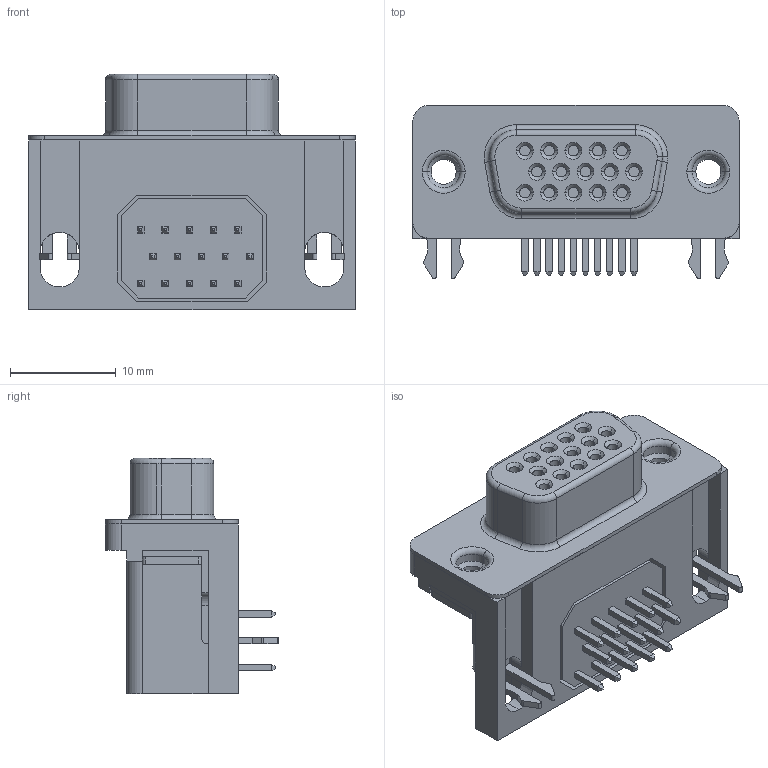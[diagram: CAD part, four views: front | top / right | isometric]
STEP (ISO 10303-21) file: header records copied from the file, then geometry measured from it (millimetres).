
FILE_DESCRIPTION (( 'STEP AP203' ), '1' );
FILE_NAME ('KF66X(HT)-E15S-N_A.STEP', '2020-03-13T18:06:42', ( '' ), ( '' ), 'SwSTEP 2.0', 'SolidWorks 2020', '' );
FILE_SCHEMA (( 'CONFIG_CONTROL_DESIGN' ));
Length unit declared in the file: millimetre
Products named in the file (1): KF66X(HT)-E15S-N_A
Bounding box: 30.81 x 16.35 x 22.22 mm (x, y, z)
Volume: 4673.4 mm3; surface area: 3168.9 mm2
Topology: 1 solids, 1 shells, 429 faces, 1041 edges, 643 vertices
Faces by surface type: plane 269, cylinder 108, cone 38, torus 14
Entity records: 12439 total; most frequent: DIRECTION 2176, CARTESIAN_POINT 2114, ORIENTED_EDGE 2082, EDGE_CURVE 1041, LINE 766, VECTOR 766, AXIS2_PLACEMENT_3D 705, VERTEX_POINT 643
